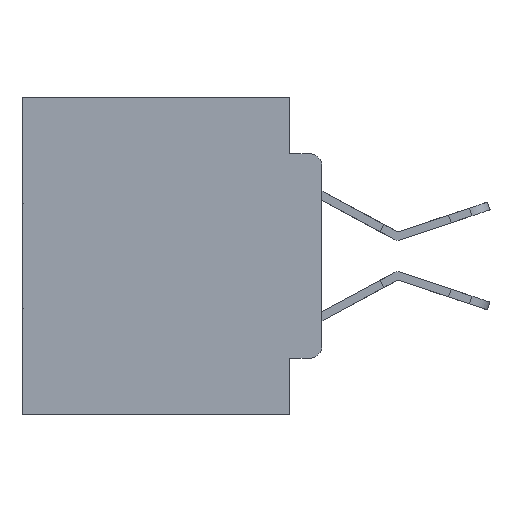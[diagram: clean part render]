
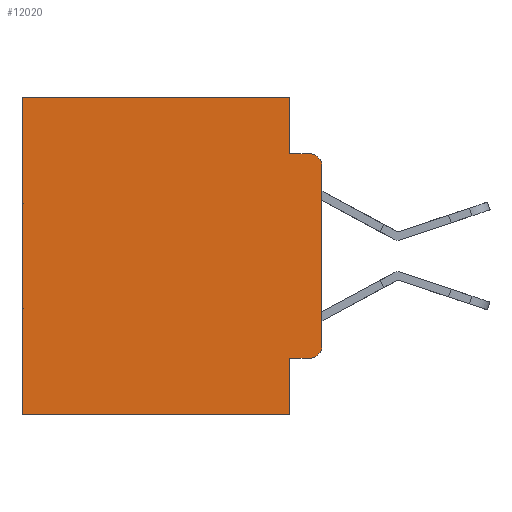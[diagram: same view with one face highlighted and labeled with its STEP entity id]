
A CAD part, left-side view. The second image highlights one B-rep face of the part: STEP entity #12020.
In plain terms, the highlighted planar face has unit normal (-1, 0, 0).
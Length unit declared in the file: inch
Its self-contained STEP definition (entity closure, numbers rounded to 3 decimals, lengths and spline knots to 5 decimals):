
#223 = EDGE_CURVE ( 'NONE', #24338, #2552, #15955, .T. ) ;
#343 = VERTEX_POINT ( 'NONE', #28639 ) ;
#894 = CIRCLE ( 'NONE', #19941, 0.02 ) ;
#1374 = CARTESIAN_POINT ( 'NONE',  ( 0.298, 0.02, -0.3915 ) ) ;
#1430 = ORIENTED_EDGE ( 'NONE', *, *, #11929, .F. ) ;
#1997 = CARTESIAN_POINT ( 'NONE',  ( 0.298, 0.051, 0. ) ) ;
#2103 = VECTOR ( 'NONE', #27983, 39.37008 ) ;
#2192 = LINE ( 'NONE', #1997, #8784 ) ;
#2396 = EDGE_CURVE ( 'NONE', #24167, #23226, #7509, .T. ) ;
#2552 = VERTEX_POINT ( 'NONE', #11058 ) ;
#2845 = CARTESIAN_POINT ( 'NONE',  ( 0.298, 0.051, -0.0885 ) ) ;
#3504 = LINE ( 'NONE', #24671, #10514 ) ;
#3522 = EDGE_CURVE ( 'NONE', #14933, #13001, #30755, .T. ) ;
#3879 = DIRECTION ( 'NONE',  ( 0., 0., -1. ) ) ;
#4382 = DIRECTION ( 'NONE',  ( 0., 0., -1. ) ) ;
#4994 = CARTESIAN_POINT ( 'NONE',  ( 0.298, 0.02, -0.4115 ) ) ;
#5814 = CARTESIAN_POINT ( 'NONE',  ( 0.298, 0., 0. ) ) ;
#6945 = EDGE_LOOP ( 'NONE', ( #25432, #27829, #18722, #20529, #12872, #9340, #1430, #22475, #14579, #13654 ) ) ;
#7509 = LINE ( 'NONE', #18527, #25751 ) ;
#8784 = VECTOR ( 'NONE', #4382, 39.37008 ) ;
#9045 = CARTESIAN_POINT ( 'NONE',  ( 0.298, 0.02, -0.1085 ) ) ;
#9340 = ORIENTED_EDGE ( 'NONE', *, *, #14978, .T. ) ;
#9851 = CARTESIAN_POINT ( 'NONE',  ( 0.298, 0.473, -0.5 ) ) ;
#10113 = EDGE_CURVE ( 'NONE', #14933, #343, #3504, .T. ) ;
#10115 = EDGE_CURVE ( 'NONE', #19228, #30397, #28685, .T. ) ;
#10514 = VECTOR ( 'NONE', #27032, 39.37008 ) ;
#10731 = FACE_OUTER_BOUND ( 'NONE', #6945, .T. ) ;
#11058 = CARTESIAN_POINT ( 'NONE',  ( 0.298, 0., -0.3915 ) ) ;
#11438 = DIRECTION ( 'NONE',  ( 0., 0., -1. ) ) ;
#11655 = CARTESIAN_POINT ( 'NONE',  ( 0.298, 0.051, 0. ) ) ;
#11766 = DIRECTION ( 'NONE',  ( 0., 0., -1. ) ) ;
#11929 = EDGE_CURVE ( 'NONE', #343, #28946, #30350, .T. ) ;
#12020 = ADVANCED_FACE ( 'NONE', ( #10731 ), #27196, .F. ) ;
#12700 = VECTOR ( 'NONE', #27029, 39.37008 ) ;
#12824 = CARTESIAN_POINT ( 'NONE',  ( 0.298, 0., -0.5 ) ) ;
#12872 = ORIENTED_EDGE ( 'NONE', *, *, #10115, .T. ) ;
#12887 = CARTESIAN_POINT ( 'NONE',  ( 0.298, 0., 0. ) ) ;
#13001 = VERTEX_POINT ( 'NONE', #4994 ) ;
#13125 = DIRECTION ( 'NONE',  ( 1., 0., 0. ) ) ;
#13654 = ORIENTED_EDGE ( 'NONE', *, *, #25058, .T. ) ;
#14579 = ORIENTED_EDGE ( 'NONE', *, *, #3522, .T. ) ;
#14933 = VERTEX_POINT ( 'NONE', #23261 ) ;
#14978 = EDGE_CURVE ( 'NONE', #30397, #28946, #27633, .T. ) ;
#15304 = DIRECTION ( 'NONE',  ( 0., 1., 0. ) ) ;
#15955 = LINE ( 'NONE', #24213, #20719 ) ;
#17604 = CARTESIAN_POINT ( 'NONE',  ( 0.298, 0.051, -0.4115 ) ) ;
#18377 = DIRECTION ( 'NONE',  ( -1., 0., 0. ) ) ;
#18491 = DIRECTION ( 'NONE',  ( 0., -1., 0. ) ) ;
#18527 = CARTESIAN_POINT ( 'NONE',  ( 0.298, 0.051, -0.0885 ) ) ;
#18722 = ORIENTED_EDGE ( 'NONE', *, *, #2396, .F. ) ;
#19228 = VERTEX_POINT ( 'NONE', #11655 ) ;
#19941 = AXIS2_PLACEMENT_3D ( 'NONE', #9045, #25652, #11438 ) ;
#20529 = ORIENTED_EDGE ( 'NONE', *, *, #23946, .F. ) ;
#20719 = VECTOR ( 'NONE', #11766, 39.37008 ) ;
#21119 = AXIS2_PLACEMENT_3D ( 'NONE', #1374, #18377, #3879 ) ;
#22434 = VECTOR ( 'NONE', #15304, 39.37008 ) ;
#22475 = ORIENTED_EDGE ( 'NONE', *, *, #10113, .F. ) ;
#22720 = CARTESIAN_POINT ( 'NONE',  ( 0.298, 0., -0.1085 ) ) ;
#22985 = CARTESIAN_POINT ( 'NONE',  ( 0.298, 0.473, 0. ) ) ;
#23226 = VERTEX_POINT ( 'NONE', #30470 ) ;
#23261 = CARTESIAN_POINT ( 'NONE',  ( 0.298, 0.051, -0.4115 ) ) ;
#23946 = EDGE_CURVE ( 'NONE', #19228, #24167, #2192, .T. ) ;
#24123 = VECTOR ( 'NONE', #29322, 39.37008 ) ;
#24167 = VERTEX_POINT ( 'NONE', #2845 ) ;
#24213 = CARTESIAN_POINT ( 'NONE',  ( 0.298, 0., 0. ) ) ;
#24338 = VERTEX_POINT ( 'NONE', #22720 ) ;
#24671 = CARTESIAN_POINT ( 'NONE',  ( 0.298, 0.051, 0. ) ) ;
#25058 = EDGE_CURVE ( 'NONE', #13001, #2552, #27992, .T. ) ;
#25432 = ORIENTED_EDGE ( 'NONE', *, *, #223, .F. ) ;
#25545 = EDGE_CURVE ( 'NONE', #24338, #23226, #894, .T. ) ;
#25627 = CARTESIAN_POINT ( 'NONE',  ( 0.298, 0.473, 0. ) ) ;
#25652 = DIRECTION ( 'NONE',  ( -1., 0., 0. ) ) ;
#25751 = VECTOR ( 'NONE', #18491, 39.37008 ) ;
#27029 = DIRECTION ( 'NONE',  ( 0., -1., 0. ) ) ;
#27032 = DIRECTION ( 'NONE',  ( 0., 0., -1. ) ) ;
#27196 = PLANE ( 'NONE',  #29674 ) ;
#27633 = LINE ( 'NONE', #25627, #2103 ) ;
#27829 = ORIENTED_EDGE ( 'NONE', *, *, #25545, .T. ) ;
#27983 = DIRECTION ( 'NONE',  ( 0., 0., -1. ) ) ;
#27992 = CIRCLE ( 'NONE', #21119, 0.02 ) ;
#28639 = CARTESIAN_POINT ( 'NONE',  ( 0.298, 0.051, -0.5 ) ) ;
#28685 = LINE ( 'NONE', #12887, #22434 ) ;
#28946 = VERTEX_POINT ( 'NONE', #9851 ) ;
#29322 = DIRECTION ( 'NONE',  ( 0., 1., 0. ) ) ;
#29618 = DIRECTION ( 'NONE',  ( 0., 0., -1. ) ) ;
#29674 = AXIS2_PLACEMENT_3D ( 'NONE', #5814, #13125, #29618 ) ;
#30350 = LINE ( 'NONE', #12824, #24123 ) ;
#30397 = VERTEX_POINT ( 'NONE', #22985 ) ;
#30470 = CARTESIAN_POINT ( 'NONE',  ( 0.298, 0.02, -0.0885 ) ) ;
#30755 = LINE ( 'NONE', #17604, #12700 ) ;
